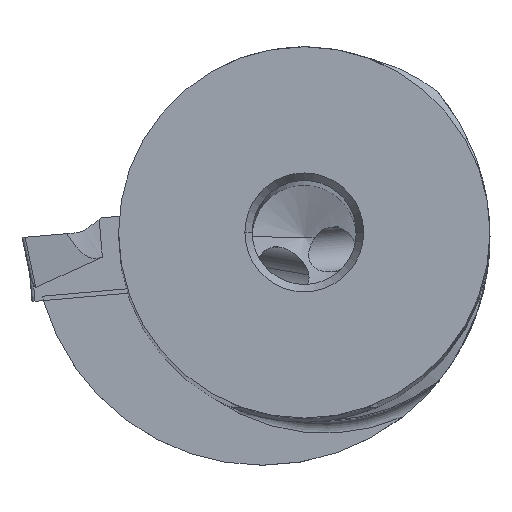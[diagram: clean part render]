
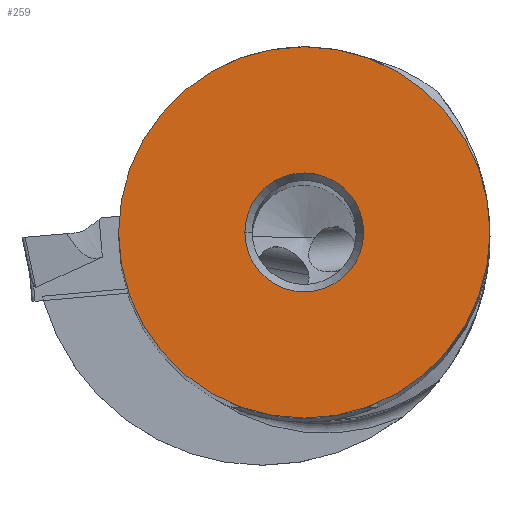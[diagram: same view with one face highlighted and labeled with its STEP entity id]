
A CAD part, top view. The second image highlights one B-rep face of the part: STEP entity #259.
In plain terms, the highlighted planar face has unit normal (0, 0, 1).
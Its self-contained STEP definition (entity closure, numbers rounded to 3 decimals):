
#61=FACE_BOUND('',#541,.T.);
#62=FACE_BOUND('',#542,.T.);
#259=ADVANCED_FACE('',(#61,#62),#316,.T.);
#316=PLANE('',#2800);
#541=EDGE_LOOP('',(#1182,#1183));
#542=EDGE_LOOP('',(#1184,#1185));
#1182=ORIENTED_EDGE('',*,*,#1854,.T.);
#1183=ORIENTED_EDGE('',*,*,#1862,.T.);
#1184=ORIENTED_EDGE('',*,*,#1868,.T.);
#1185=ORIENTED_EDGE('',*,*,#1869,.T.);
#1512=VERTEX_POINT('',#5545);
#1513=VERTEX_POINT('',#5546);
#1524=VERTEX_POINT('',#5573);
#1525=VERTEX_POINT('',#5574);
#1854=EDGE_CURVE('',#1512,#1513,#2136,.T.);
#1862=EDGE_CURVE('',#1513,#1512,#2137,.T.);
#1868=EDGE_CURVE('',#1524,#1525,#2138,.T.);
#1869=EDGE_CURVE('',#1525,#1524,#2139,.T.);
#2136=CIRCLE('',#2788,12.5);
#2137=CIRCLE('',#2793,12.5);
#2138=CIRCLE('',#2798,4.);
#2139=CIRCLE('',#2799,4.);
#2788=AXIS2_PLACEMENT_3D('',#5544,#3328,#3329);
#2793=AXIS2_PLACEMENT_3D('',#5560,#3342,#3343);
#2798=AXIS2_PLACEMENT_3D('',#5572,#3354,#3355);
#2799=AXIS2_PLACEMENT_3D('',#5575,#3356,#3357);
#2800=AXIS2_PLACEMENT_3D('',#5576,#3358,#3359);
#3328=DIRECTION('',(0.,0.,1.));
#3329=DIRECTION('',(-1.,0.,0.));
#3342=DIRECTION('',(0.,0.,1.));
#3343=DIRECTION('',(1.,0.,0.));
#3354=DIRECTION('',(0.,0.,-1.));
#3355=DIRECTION('',(-1.,0.,0.));
#3356=DIRECTION('',(0.,0.,-1.));
#3357=DIRECTION('',(1.,0.,0.));
#3358=DIRECTION('',(0.,0.,1.));
#3359=DIRECTION('',(1.,0.,0.));
#5544=CARTESIAN_POINT('',(0.,0.,0.));
#5545=CARTESIAN_POINT('',(-12.5,0.,0.));
#5546=CARTESIAN_POINT('',(12.5,0.,0.));
#5560=CARTESIAN_POINT('',(0.,0.,0.));
#5572=CARTESIAN_POINT('',(0.,0.,0.));
#5573=CARTESIAN_POINT('',(-4.,0.,0.));
#5574=CARTESIAN_POINT('',(4.,0.,0.));
#5575=CARTESIAN_POINT('',(0.,0.,0.));
#5576=CARTESIAN_POINT('',(0.,0.,0.));
